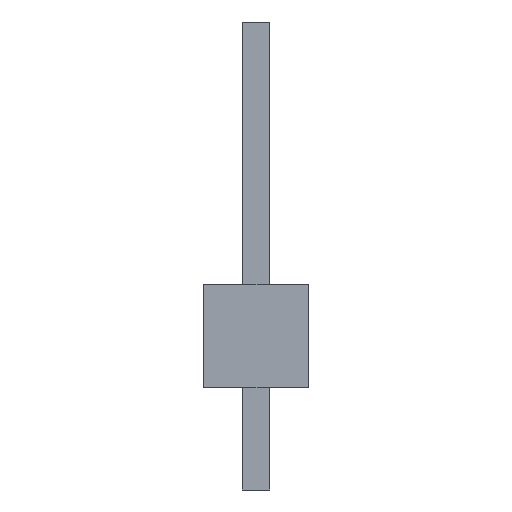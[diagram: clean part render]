
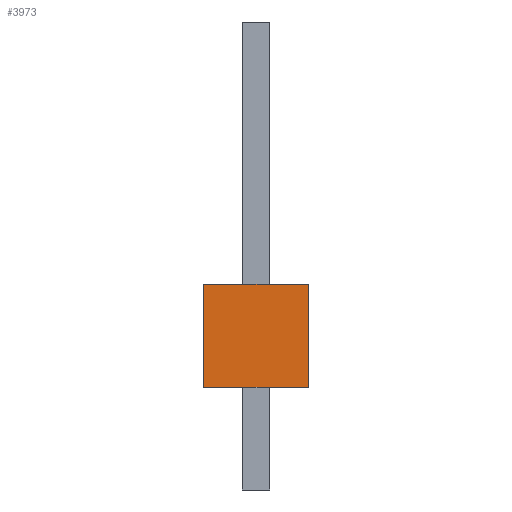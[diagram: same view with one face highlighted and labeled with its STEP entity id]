
A CAD part, left-side view. The second image highlights one B-rep face of the part: STEP entity #3973.
In plain terms, the highlighted planar face has unit normal (-1, 0, 0).
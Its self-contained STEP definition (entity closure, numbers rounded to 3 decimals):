
#290=DIRECTION('',(0.,-1.,0.));
#291=VECTOR('',#290,2.337);
#292=CARTESIAN_POINT('',(-12.497,1.168,0.));
#293=LINE('',#292,#291);
#486=DIRECTION('',(0.,0.,-1.));
#487=VECTOR('',#486,2.286);
#488=CARTESIAN_POINT('',(-12.497,-1.168,0.));
#489=LINE('',#488,#487);
#682=DIRECTION('',(0.,-1.,0.));
#683=VECTOR('',#682,2.337);
#684=CARTESIAN_POINT('',(-12.497,1.168,-2.286));
#685=LINE('',#684,#683);
#1262=DIRECTION('',(0.,0.,-1.));
#1263=VECTOR('',#1262,2.286);
#1264=CARTESIAN_POINT('',(-12.497,1.168,0.));
#1265=LINE('',#1264,#1263);
#2138=CARTESIAN_POINT('',(-12.497,1.168,0.));
#2139=CARTESIAN_POINT('',(-12.497,-1.168,0.));
#2140=VERTEX_POINT('',#2138);
#2141=VERTEX_POINT('',#2139);
#2146=CARTESIAN_POINT('',(-12.497,1.168,-2.286));
#2147=CARTESIAN_POINT('',(-12.497,-1.168,-2.286));
#2148=VERTEX_POINT('',#2146);
#2149=VERTEX_POINT('',#2147);
#3962=CARTESIAN_POINT('',(-12.497,1.168,0.));
#3963=DIRECTION('',(-1.,0.,0.));
#3964=DIRECTION('',(0.,-1.,0.));
#3965=AXIS2_PLACEMENT_3D('',#3962,#3963,#3964);
#3966=PLANE('',#3965);
#3967=ORIENTED_EDGE('',*,*,#2919,.T.);
#3968=ORIENTED_EDGE('',*,*,#3214,.T.);
#3969=ORIENTED_EDGE('',*,*,#3464,.F.);
#3970=ORIENTED_EDGE('',*,*,#3737,.F.);
#3971=EDGE_LOOP('',(#3967,#3968,#3969,#3970));
#3972=FACE_OUTER_BOUND('',#3971,.F.);
#2919=EDGE_CURVE('',#2140,#2141,#293,.T.);
#3214=EDGE_CURVE('',#2141,#2149,#489,.T.);
#3464=EDGE_CURVE('',#2148,#2149,#685,.T.);
#3737=EDGE_CURVE('',#2140,#2148,#1265,.T.);
#3973=ADVANCED_FACE('',(#3972),#3966,.T.);
